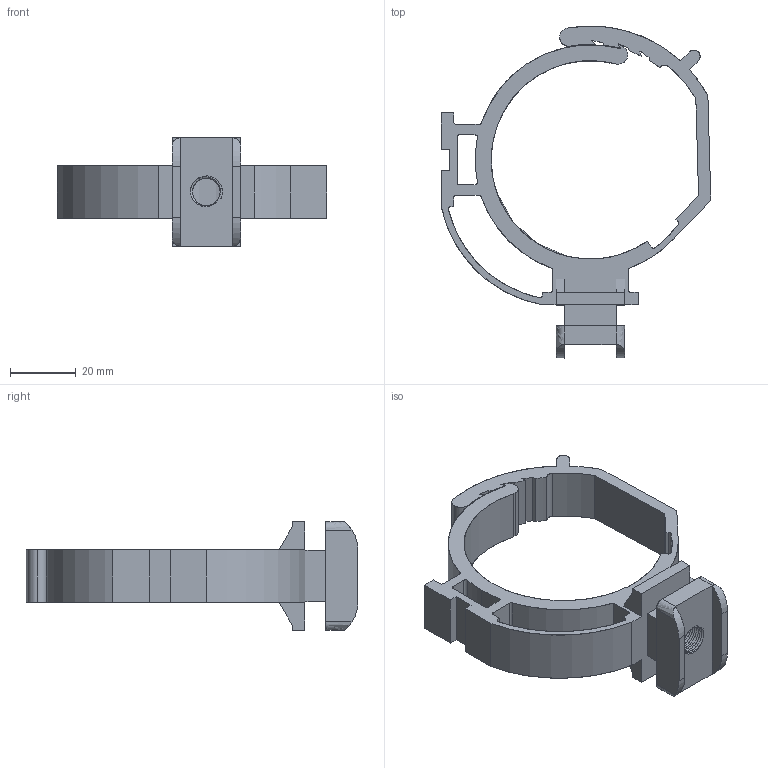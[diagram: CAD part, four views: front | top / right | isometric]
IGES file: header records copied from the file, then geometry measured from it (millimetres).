
Start section: SolidWorks IGES file using analytic representation for surfaces
Global section: file name: Snap-N-Rod 56-63-P.IGS; native system: SolidWorks 2013; preprocessor: SolidWorks 2013; author: Russ; date: 150709.153109; units: inch
Bounding box: 81.97 x 100.92 x 33.02 mm (x, y, z)
Surface area: 18727.5 mm2 (no closed solid volume)
Topology: 0 solids, 0 shells, 151 faces, 1521 edges, 1521 vertices
Faces by surface type: bspline 102, revolution 49
